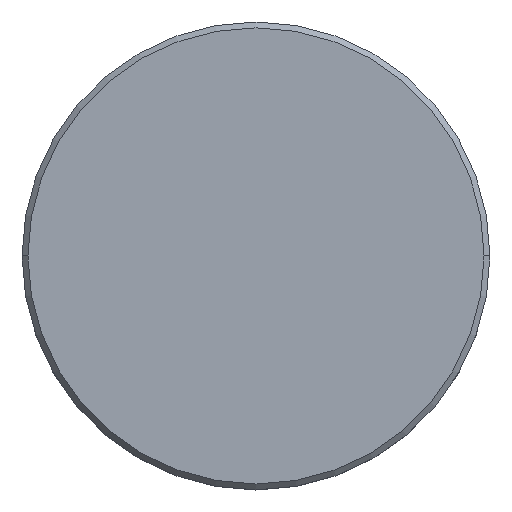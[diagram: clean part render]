
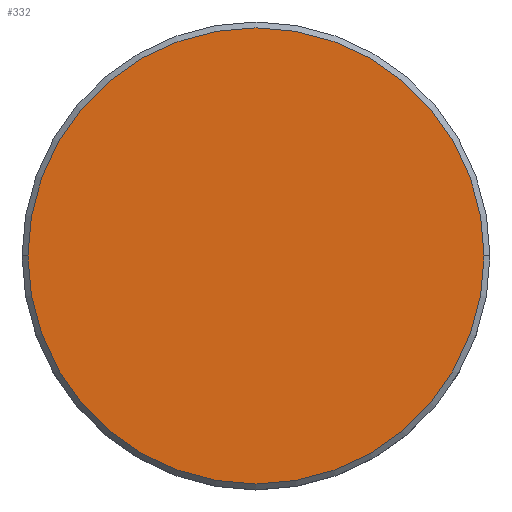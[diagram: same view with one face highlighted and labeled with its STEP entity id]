
A CAD part, top view. The second image highlights one B-rep face of the part: STEP entity #332.
In plain terms, the highlighted planar face has unit normal (0, 0, 1).
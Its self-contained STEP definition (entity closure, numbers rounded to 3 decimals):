
#45 = ORIENTED_EDGE ( 'NONE', *, *, #202, .T. ) ;
#59 = AXIS2_PLACEMENT_3D ( 'NONE', #110, #479, #95 ) ;
#81 = CARTESIAN_POINT ( 'NONE',  ( 0., 0., 0. ) ) ;
#95 = DIRECTION ( 'NONE',  ( 1., 0., 0. ) ) ;
#110 = CARTESIAN_POINT ( 'NONE',  ( 0., 0., 0. ) ) ;
#156 = EDGE_CURVE ( 'NONE', #979, #1138, #1103, .T. ) ;
#198 = ORIENTED_EDGE ( 'NONE', *, *, #156, .T. ) ;
#202 = EDGE_CURVE ( 'NONE', #1138, #979, #892, .T. ) ;
#332 = ADVANCED_FACE ( 'NONE', ( #575 ), #1018, .T. ) ;
#333 = EDGE_LOOP ( 'NONE', ( #198, #45 ) ) ;
#474 = AXIS2_PLACEMENT_3D ( 'NONE', #81, #626, #983 ) ;
#479 = DIRECTION ( 'NONE',  ( 0., 0., 1. ) ) ;
#493 = AXIS2_PLACEMENT_3D ( 'NONE', #1091, #732, #819 ) ;
#575 = FACE_OUTER_BOUND ( 'NONE', #333, .T. ) ;
#626 = DIRECTION ( 'NONE',  ( 0., 0., 1. ) ) ;
#713 = CARTESIAN_POINT ( 'NONE',  ( -19.5, 0., 0. ) ) ;
#732 = DIRECTION ( 'NONE',  ( 0., 0., 1. ) ) ;
#819 = DIRECTION ( 'NONE',  ( 1., 0., 0. ) ) ;
#892 = CIRCLE ( 'NONE', #493, 19.5 ) ;
#979 = VERTEX_POINT ( 'NONE', #713 ) ;
#983 = DIRECTION ( 'NONE',  ( 1., 0., 0. ) ) ;
#1018 = PLANE ( 'NONE',  #59 ) ;
#1085 = CARTESIAN_POINT ( 'NONE',  ( 19.5, 0., 0. ) ) ;
#1091 = CARTESIAN_POINT ( 'NONE',  ( 0., 0., 0. ) ) ;
#1103 = CIRCLE ( 'NONE', #474, 19.5 ) ;
#1138 = VERTEX_POINT ( 'NONE', #1085 ) ;
